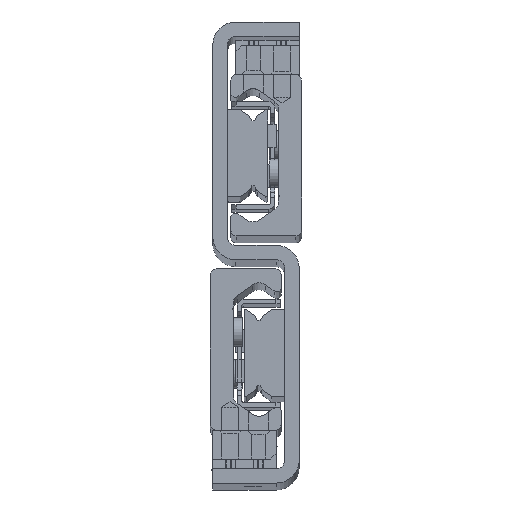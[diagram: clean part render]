
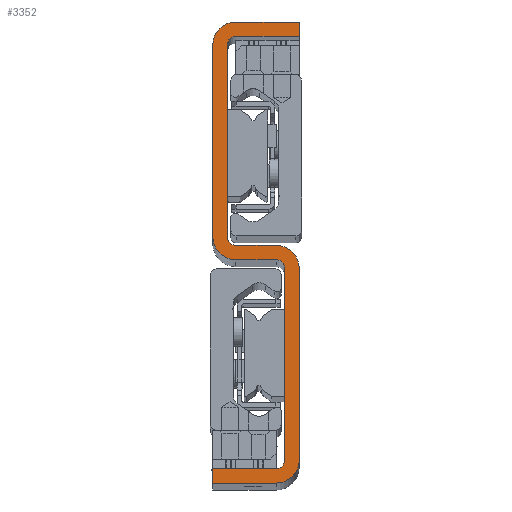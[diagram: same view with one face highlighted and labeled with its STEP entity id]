
A CAD part, top view. The second image highlights one B-rep face of the part: STEP entity #3352.
In plain terms, the highlighted planar face has unit normal (0, 0, 1).
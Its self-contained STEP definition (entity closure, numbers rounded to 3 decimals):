
#2450=CARTESIAN_POINT('',(15.0,80.0,690.0));
#2451=VERTEX_POINT('',#2450);
#2452=CARTESIAN_POINT('',(15.0,77.5,690.0));
#2453=VERTEX_POINT('',#2452);
#2454=CARTESIAN_POINT('',(15.0,80.0,690.0));
#2455=DIRECTION('',(0.0,-1.0,0.0));
#2456=VECTOR('',#2455,2.5);
#2457=LINE('',#2454,#2456);
#2458=EDGE_CURVE('',#2451,#2453,#2457,.T.);
#2490=CARTESIAN_POINT('',(4.,77.5,690.0));
#2491=VERTEX_POINT('',#2490);
#2492=CARTESIAN_POINT('',(15.0,77.5,690.0));
#2493=DIRECTION('',(-1.0,0.0,0.0));
#2494=VECTOR('',#2493,11.);
#2495=LINE('',#2492,#2494);
#2496=EDGE_CURVE('',#2453,#2491,#2495,.T.);
#2548=CARTESIAN_POINT('',(2.5,76.0,690.0));
#2549=VERTEX_POINT('',#2548);
#2550=CARTESIAN_POINT('',(4.,76.0,690.0));
#2551=DIRECTION('',(0.0,0.0,1.0));
#2552=DIRECTION('',(0.0,-1.0,0.0));
#2553=AXIS2_PLACEMENT_3D('',#2550,#2551,#2552);
#2554=CIRCLE('',#2553,1.5);
#2555=EDGE_CURVE('',#2491,#2549,#2554,.T.);
#2581=CARTESIAN_POINT('',(2.5,42.75,690.0));
#2582=VERTEX_POINT('',#2581);
#2583=CARTESIAN_POINT('',(2.5,76.0,690.0));
#2584=DIRECTION('',(0.0,-1.0,0.0));
#2585=VECTOR('',#2584,33.25);
#2586=LINE('',#2583,#2585);
#2587=EDGE_CURVE('',#2549,#2582,#2586,.T.);
#2639=CARTESIAN_POINT('',(4.,41.25,690.0));
#2640=VERTEX_POINT('',#2639);
#2641=CARTESIAN_POINT('',(4.,42.75,690.0));
#2642=DIRECTION('',(0.0,0.0,1.0));
#2643=DIRECTION('',(1.0,0.0,0.0));
#2644=AXIS2_PLACEMENT_3D('',#2641,#2642,#2643);
#2645=CIRCLE('',#2644,1.5);
#2646=EDGE_CURVE('',#2582,#2640,#2645,.T.);
#2672=CARTESIAN_POINT('',(11.,41.25,690.0));
#2673=VERTEX_POINT('',#2672);
#2674=CARTESIAN_POINT('',(4.,41.25,690.0));
#2675=DIRECTION('',(1.0,0.0,0.0));
#2676=VECTOR('',#2675,7.);
#2677=LINE('',#2674,#2676);
#2678=EDGE_CURVE('',#2640,#2673,#2677,.T.);
#2703=CARTESIAN_POINT('',(15.,37.25,690.0));
#2704=VERTEX_POINT('',#2703);
#2705=CARTESIAN_POINT('',(11.,37.25,690.0));
#2706=DIRECTION('',(0.0,0.0,-1.0));
#2707=DIRECTION('',(1.0,0.0,0.0));
#2708=AXIS2_PLACEMENT_3D('',#2705,#2706,#2707);
#2709=CIRCLE('',#2708,4.0);
#2710=EDGE_CURVE('',#2673,#2704,#2709,.T.);
#2736=CARTESIAN_POINT('',(15.,4.,690.0));
#2737=VERTEX_POINT('',#2736);
#2738=CARTESIAN_POINT('',(15.,37.25,690.0));
#2739=DIRECTION('',(0.0,-1.0,0.0));
#2740=VECTOR('',#2739,33.25);
#2741=LINE('',#2738,#2740);
#2742=EDGE_CURVE('',#2704,#2737,#2741,.T.);
#2794=CARTESIAN_POINT('',(11.0,0.,690.0));
#2795=VERTEX_POINT('',#2794);
#2796=CARTESIAN_POINT('',(11.,4.,690.0));
#2797=DIRECTION('',(0.0,0.0,-1.0));
#2798=DIRECTION('',(0.,-1.,0.0));
#2799=AXIS2_PLACEMENT_3D('',#2796,#2797,#2798);
#2800=CIRCLE('',#2799,4.);
#2801=EDGE_CURVE('',#2737,#2795,#2800,.T.);
#2827=CARTESIAN_POINT('',(0.0,0.0,690.0));
#2828=VERTEX_POINT('',#2827);
#2829=CARTESIAN_POINT('',(11.0,0.,690.0));
#2830=DIRECTION('',(-1.0,0.0,0.0));
#2831=VECTOR('',#2830,11.0);
#2832=LINE('',#2829,#2831);
#2833=EDGE_CURVE('',#2795,#2828,#2832,.T.);
#2885=CARTESIAN_POINT('',(0.0,2.5,690.0));
#2886=VERTEX_POINT('',#2885);
#2887=CARTESIAN_POINT('',(0.0,0.0,690.0));
#2888=DIRECTION('',(0.0,1.0,0.0));
#2889=VECTOR('',#2888,2.5);
#2890=LINE('',#2887,#2889);
#2891=EDGE_CURVE('',#2828,#2886,#2890,.T.);
#2916=CARTESIAN_POINT('',(11.,2.5,690.0));
#2917=VERTEX_POINT('',#2916);
#2918=CARTESIAN_POINT('',(0.0,2.5,690.0));
#2919=DIRECTION('',(1.0,0.0,0.0));
#2920=VECTOR('',#2919,11.);
#2921=LINE('',#2918,#2920);
#2922=EDGE_CURVE('',#2886,#2917,#2921,.T.);
#2974=CARTESIAN_POINT('',(12.5,4.0,690.0));
#2975=VERTEX_POINT('',#2974);
#2976=CARTESIAN_POINT('',(11.,4.0,690.0));
#2977=DIRECTION('',(0.0,0.0,1.0));
#2978=DIRECTION('',(0.0,1.0,0.0));
#2979=AXIS2_PLACEMENT_3D('',#2976,#2977,#2978);
#2980=CIRCLE('',#2979,1.5);
#2981=EDGE_CURVE('',#2917,#2975,#2980,.T.);
#3007=CARTESIAN_POINT('',(12.5,37.25,690.0));
#3008=VERTEX_POINT('',#3007);
#3009=CARTESIAN_POINT('',(12.5,4.0,690.0));
#3010=DIRECTION('',(0.0,1.0,0.0));
#3011=VECTOR('',#3010,33.25);
#3012=LINE('',#3009,#3011);
#3013=EDGE_CURVE('',#2975,#3008,#3012,.T.);
#3065=CARTESIAN_POINT('',(11.,38.75,690.0));
#3066=VERTEX_POINT('',#3065);
#3067=CARTESIAN_POINT('',(11.,37.25,690.0));
#3068=DIRECTION('',(0.0,0.0,1.0));
#3069=DIRECTION('',(-1.0,0.0,0.0));
#3070=AXIS2_PLACEMENT_3D('',#3067,#3068,#3069);
#3071=CIRCLE('',#3070,1.5);
#3072=EDGE_CURVE('',#3008,#3066,#3071,.T.);
#3098=CARTESIAN_POINT('',(4.,38.75,690.0));
#3099=VERTEX_POINT('',#3098);
#3100=CARTESIAN_POINT('',(11.,38.75,690.0));
#3101=DIRECTION('',(-1.0,0.0,0.0));
#3102=VECTOR('',#3101,7.);
#3103=LINE('',#3100,#3102);
#3104=EDGE_CURVE('',#3066,#3099,#3103,.T.);
#3129=CARTESIAN_POINT('',(0.0,42.75,690.0));
#3130=VERTEX_POINT('',#3129);
#3131=CARTESIAN_POINT('',(4.,42.75,690.0));
#3132=DIRECTION('',(0.0,0.0,-1.0));
#3133=DIRECTION('',(-1.0,0.0,0.0));
#3134=AXIS2_PLACEMENT_3D('',#3131,#3132,#3133);
#3135=CIRCLE('',#3134,4.);
#3136=EDGE_CURVE('',#3099,#3130,#3135,.T.);
#3162=CARTESIAN_POINT('',(0.0,76.0,690.0));
#3163=VERTEX_POINT('',#3162);
#3164=CARTESIAN_POINT('',(0.0,42.75,690.0));
#3165=DIRECTION('',(0.0,1.0,0.0));
#3166=VECTOR('',#3165,33.25);
#3167=LINE('',#3164,#3166);
#3168=EDGE_CURVE('',#3130,#3163,#3167,.T.);
#3220=CARTESIAN_POINT('',(4.,80.0,690.0));
#3221=VERTEX_POINT('',#3220);
#3222=CARTESIAN_POINT('',(4.,76.0,690.0));
#3223=DIRECTION('',(0.0,0.0,-1.0));
#3224=DIRECTION('',(0.0,1.0,0.0));
#3225=AXIS2_PLACEMENT_3D('',#3222,#3223,#3224);
#3226=CIRCLE('',#3225,4.0);
#3227=EDGE_CURVE('',#3163,#3221,#3226,.T.);
#3253=CARTESIAN_POINT('',(4.,80.0,690.0));
#3254=DIRECTION('',(1.0,0.0,0.0));
#3255=VECTOR('',#3254,11.);
#3256=LINE('',#3253,#3255);
#3257=EDGE_CURVE('',#3221,#2451,#3256,.T.);
#3325=CARTESIAN_POINT('',(7.5,40.,690.0));
#3326=DIRECTION('',(0.0,0.0,1.0));
#3327=DIRECTION('',(1.0,0.0,0.0));
#3328=AXIS2_PLACEMENT_3D('',#3325,#3326,#3327);
#3329=PLANE('',#3328);
#3330=ORIENTED_EDGE('',*,*,#2458,.F.);
#3331=ORIENTED_EDGE('',*,*,#3257,.F.);
#3332=ORIENTED_EDGE('',*,*,#3227,.F.);
#3333=ORIENTED_EDGE('',*,*,#3168,.F.);
#3334=ORIENTED_EDGE('',*,*,#3136,.F.);
#3335=ORIENTED_EDGE('',*,*,#3104,.F.);
#3336=ORIENTED_EDGE('',*,*,#3072,.F.);
#3337=ORIENTED_EDGE('',*,*,#3013,.F.);
#3338=ORIENTED_EDGE('',*,*,#2981,.F.);
#3339=ORIENTED_EDGE('',*,*,#2922,.F.);
#3340=ORIENTED_EDGE('',*,*,#2891,.F.);
#3341=ORIENTED_EDGE('',*,*,#2833,.F.);
#3342=ORIENTED_EDGE('',*,*,#2801,.F.);
#3343=ORIENTED_EDGE('',*,*,#2742,.F.);
#3344=ORIENTED_EDGE('',*,*,#2710,.F.);
#3345=ORIENTED_EDGE('',*,*,#2678,.F.);
#3346=ORIENTED_EDGE('',*,*,#2646,.F.);
#3347=ORIENTED_EDGE('',*,*,#2587,.F.);
#3348=ORIENTED_EDGE('',*,*,#2555,.F.);
#3349=ORIENTED_EDGE('',*,*,#2496,.F.);
#3350=EDGE_LOOP('',(#3330,#3331,#3332,#3333,#3334,#3335,#3336,#3337,#3338,#3339,#3340,#3341,#3342,#3343,#3344,#3345,#3346,#3347,#3348,#3349));
#3351=FACE_OUTER_BOUND('',#3350,.T.);
#3352=ADVANCED_FACE('',(#3351),#3329,.T.);
